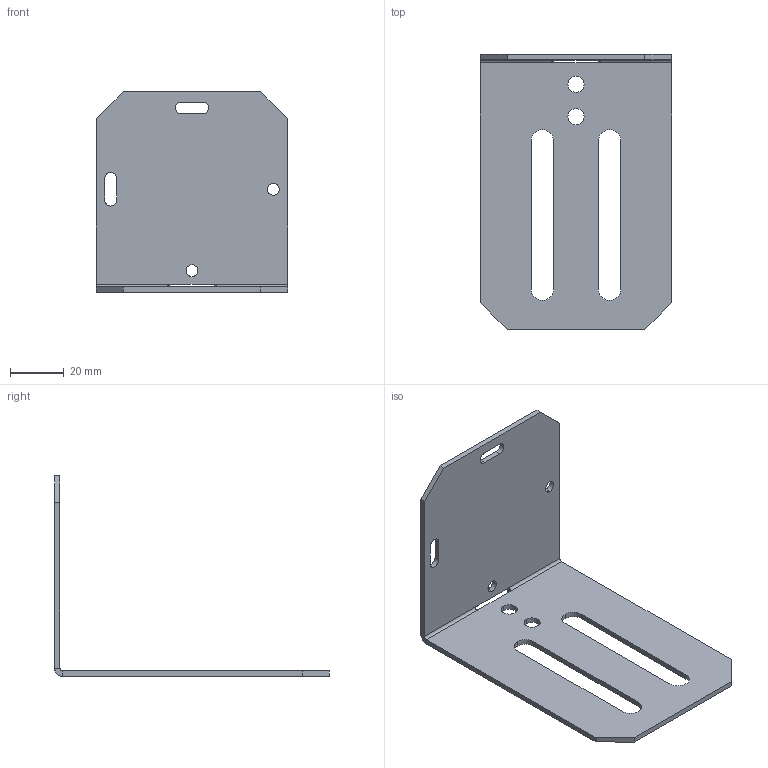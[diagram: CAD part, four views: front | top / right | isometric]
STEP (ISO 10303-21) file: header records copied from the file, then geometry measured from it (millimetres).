
FILE_DESCRIPTION (( 'STEP AP214' ), '1' );
FILE_NAME ('Z-100066_161100022_LIMAX MW_ABS-LIMAX1M.step', '2019-09-04T11:57:43', ( '' ), ( '' ), 'SwSTEP 2.0', 'SolidWorks 2018', '' );
FILE_SCHEMA (( 'AUTOMOTIVE_DESIGN' ));
Length unit declared in the file: millimetre
Products named in the file (1): Z-100066_161100022_LIMAX MW_ABS-LIMAX1M
Bounding box: 71 x 102 x 74.4 mm (x, y, z)
Volume: 21687.7 mm3; surface area: 23494.5 mm2
Topology: 1 solids, 1 shells, 51 faces, 137 edges, 86 vertices
Faces by surface type: plane 26, cylinder 23, bspline 2
Entity records: 1847 total; most frequent: CARTESIAN_POINT 489, ORIENTED_EDGE 274, DIRECTION 271, EDGE_CURVE 137, AXIS2_PLACEMENT_3D 92, VECTOR 87, LINE 87, VERTEX_POINT 86
